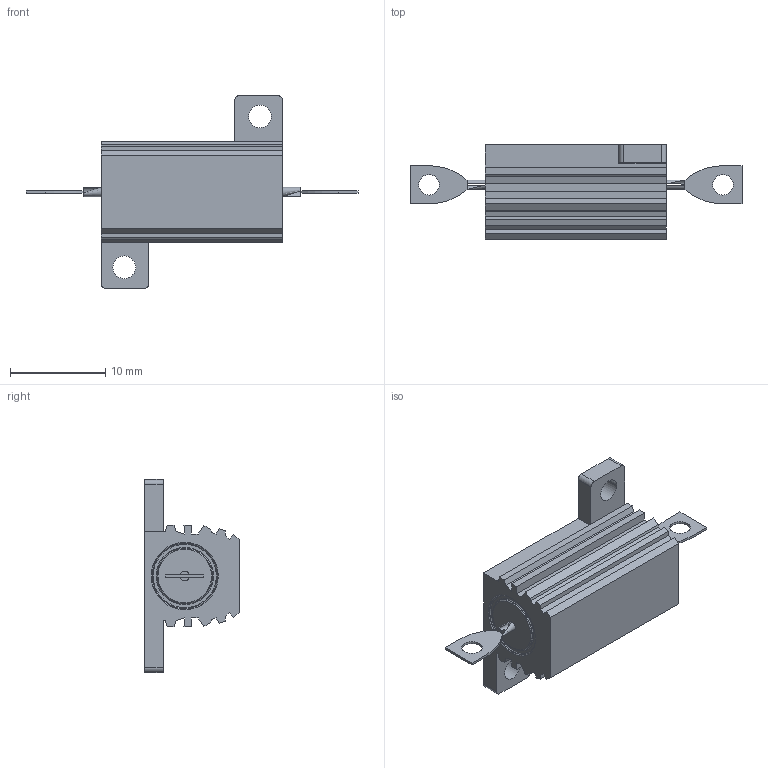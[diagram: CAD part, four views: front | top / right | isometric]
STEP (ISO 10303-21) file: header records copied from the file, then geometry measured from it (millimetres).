
FILE_DESCRIPTION(('FreeCAD Model'),'2;1');
FILE_NAME('RH-NH010.step','2021-01-12T17:31:15',('kicad StepUp'),( 'ksu MCAD'),'Open CASCADE STEP processor 7.5','FreeCAD','Unknown');
FILE_SCHEMA(('AUTOMOTIVE_DESIGN { 1 0 10303 214 1 1 1 1 }'));
Length unit declared in the file: millimetre
Products named in the file (1): RH-NH010
Bounding box: 34.93 x 9.91 x 20.32 mm (x, y, z)
Volume: 1864.8 mm3; surface area: 1357.4 mm2
Topology: 1 solids, 1 shells, 116 faces, 300 edges, 190 vertices
Faces by surface type: plane 74, cylinder 28, torus 14
Entity records: 4351 total; most frequent: DIRECTION 628, CARTESIAN_POINT 605, ORIENTED_EDGE 596, EDGE_CURVE 298, AXIS2_PLACEMENT_3D 213, LINE 202, VECTOR 202, VERTEX_POINT 190
